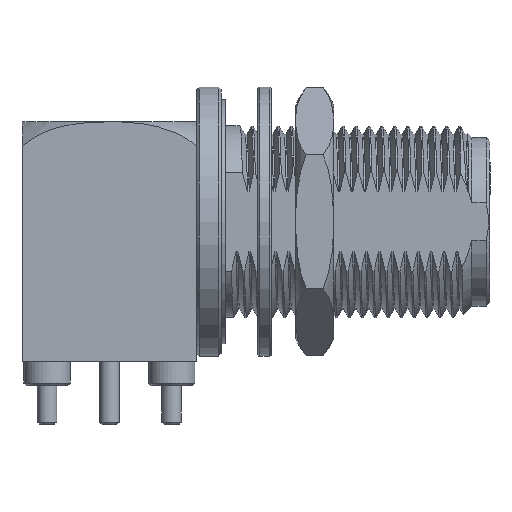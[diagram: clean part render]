
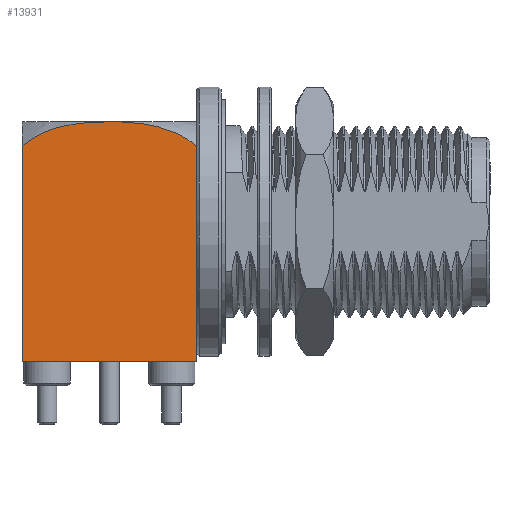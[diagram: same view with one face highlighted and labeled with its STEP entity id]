
A CAD part, left-side view. The second image highlights one B-rep face of the part: STEP entity #13931.
In plain terms, the highlighted planar face has unit normal (-1, 0, 0).
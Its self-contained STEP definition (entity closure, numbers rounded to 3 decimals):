
#1329=LINE('',#20015,#2252);
#1330=LINE('',#20017,#2253);
#1331=LINE('',#20019,#2254);
#2252=VECTOR('',#16297,1000.);
#2253=VECTOR('',#16298,1000.);
#2254=VECTOR('',#16299,1000.);
#3175=ORIENTED_EDGE('',*,*,#7449,.F.);
#3176=ORIENTED_EDGE('',*,*,#7450,.T.);
#3177=ORIENTED_EDGE('',*,*,#7451,.F.);
#3178=ORIENTED_EDGE('',*,*,#7452,.F.);
#7449=EDGE_CURVE('',#9586,#9587,#11034,.T.);
#7450=EDGE_CURVE('',#9586,#9588,#1329,.T.);
#7451=EDGE_CURVE('',#9589,#9588,#1330,.T.);
#7452=EDGE_CURVE('',#9587,#9589,#1331,.T.);
#9586=VERTEX_POINT('',#20013);
#9587=VERTEX_POINT('',#20014);
#9588=VERTEX_POINT('',#20016);
#9589=VERTEX_POINT('',#20018);
#11034=B_SPLINE_CURVE_WITH_KNOTS('',3,(#20004,#20005,#20006,#20007,#20008,
#20009,#20010,#20011,#20012),.UNSPECIFIED.,.F.,.F.,(4,1,1,1,1,1,4),(0.04,
0.041,0.043,0.047,0.051,
0.053,0.055),.UNSPECIFIED.);
#11512=EDGE_LOOP('',(#3175,#3176,#3177,#3178));
#12541=FACE_BOUND('',#11512,.T.);
#13572=PLANE('',#14901);
#13931=ADVANCED_FACE('',(#12541),#13572,.F.);
#14901=AXIS2_PLACEMENT_3D('',#20003,#16295,#16296);
#16295=DIRECTION('',(1.,0.,0.));
#16296=DIRECTION('',(0.,0.,-1.));
#16297=DIRECTION('',(0.,0.,-1.));
#16298=DIRECTION('',(0.,1.,0.));
#16299=DIRECTION('',(0.,0.,-1.));
#20003=CARTESIAN_POINT('',(-7.15,-7.15,8.2));
#20004=CARTESIAN_POINT('',(-7.15,7.15,6.2));
#20005=CARTESIAN_POINT('',(-7.15,6.675,6.619));
#20006=CARTESIAN_POINT('',(-7.15,5.587,7.304));
#20007=CARTESIAN_POINT('',(-7.15,3.174,8.075));
#20008=CARTESIAN_POINT('',(-7.15,-0.01,8.278));
#20009=CARTESIAN_POINT('',(-7.15,-3.16,8.078));
#20010=CARTESIAN_POINT('',(-7.15,-5.592,7.303));
#20011=CARTESIAN_POINT('',(-7.15,-6.679,6.616));
#20012=CARTESIAN_POINT('',(-7.15,-7.15,6.2));
#20013=CARTESIAN_POINT('',(-7.15,7.15,6.2));
#20014=CARTESIAN_POINT('',(-7.15,-7.15,6.2));
#20015=CARTESIAN_POINT('',(-7.15,7.15,8.2));
#20016=CARTESIAN_POINT('',(-7.15,7.15,-11.4));
#20017=CARTESIAN_POINT('',(-7.15,-7.15,-11.4));
#20018=CARTESIAN_POINT('',(-7.15,-7.15,-11.4));
#20019=CARTESIAN_POINT('',(-7.15,-7.15,8.2));
